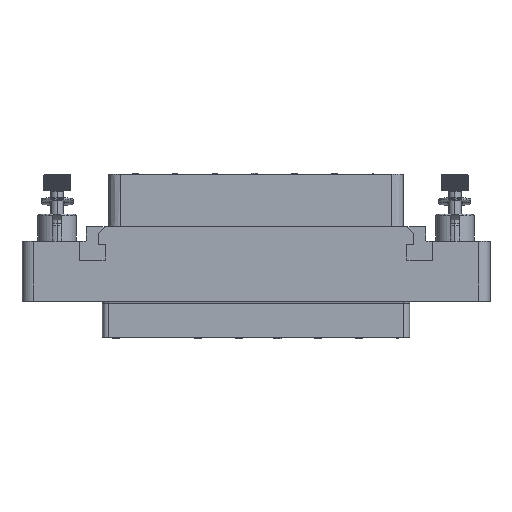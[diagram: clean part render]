
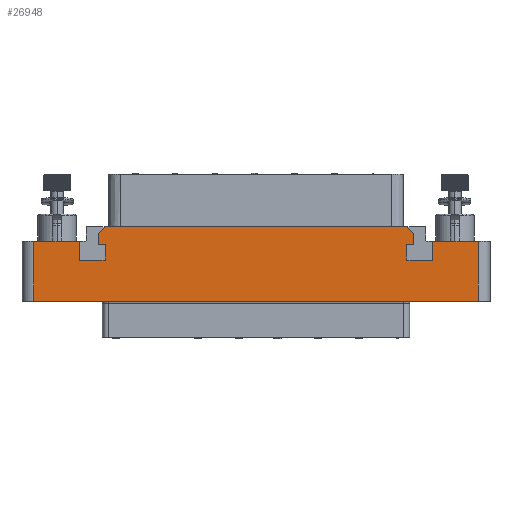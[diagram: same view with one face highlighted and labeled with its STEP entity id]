
A CAD part, top view. The second image highlights one B-rep face of the part: STEP entity #26948.
In plain terms, the highlighted planar face has unit normal (0, 0, 1).
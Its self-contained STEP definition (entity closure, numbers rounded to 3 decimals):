
#2327=DIRECTION('',(0.,-1.,0.));
#2328=VECTOR('',#2327,10.25);
#2329=CARTESIAN_POINT('',(-38.,10.25,7.));
#2330=LINE('',#2329,#2328);
#2345=DIRECTION('',(-1.,0.,0.));
#2346=VECTOR('',#2345,76.);
#2347=CARTESIAN_POINT('',(38.,0.,7.));
#2348=LINE('',#2347,#2346);
#2349=DIRECTION('',(1.,0.,0.));
#2350=VECTOR('',#2349,7.8);
#2351=CARTESIAN_POINT('',(-38.,10.25,7.));
#2352=LINE('',#2351,#2350);
#2353=DIRECTION('',(0.,-1.,0.));
#2354=VECTOR('',#2353,3.2);
#2355=CARTESIAN_POINT('',(-30.2,10.25,7.));
#2356=LINE('',#2355,#2354);
#2357=DIRECTION('',(1.,0.,0.));
#2358=VECTOR('',#2357,4.4);
#2359=CARTESIAN_POINT('',(-30.2,7.05,7.));
#2360=LINE('',#2359,#2358);
#2361=DIRECTION('',(0.,1.,0.));
#2362=VECTOR('',#2361,2.6);
#2363=CARTESIAN_POINT('',(-25.8,7.05,7.));
#2364=LINE('',#2363,#2362);
#2365=DIRECTION('',(-1.,0.,0.));
#2366=VECTOR('',#2365,1.2);
#2367=CARTESIAN_POINT('',(-25.8,9.65,7.));
#2368=LINE('',#2367,#2366);
#2369=DIRECTION('',(0.,-1.,0.));
#2370=VECTOR('',#2369,1.9);
#2371=CARTESIAN_POINT('',(-27.,11.55,7.));
#2372=LINE('',#2371,#2370);
#2373=DIRECTION('',(1.,0.,0.));
#2374=VECTOR('',#2373,51.6);
#2375=CARTESIAN_POINT('',(-25.8,12.75,7.));
#2376=LINE('',#2375,#2374);
#2377=DIRECTION('',(0.,-1.,0.));
#2378=VECTOR('',#2377,1.9);
#2379=CARTESIAN_POINT('',(27.,11.55,7.));
#2380=LINE('',#2379,#2378);
#2381=DIRECTION('',(-1.,0.,0.));
#2382=VECTOR('',#2381,1.2);
#2383=CARTESIAN_POINT('',(27.,9.65,7.));
#2384=LINE('',#2383,#2382);
#2385=DIRECTION('',(0.,-1.,0.));
#2386=VECTOR('',#2385,2.6);
#2387=CARTESIAN_POINT('',(25.8,9.65,7.));
#2388=LINE('',#2387,#2386);
#2389=DIRECTION('',(1.,0.,0.));
#2390=VECTOR('',#2389,4.4);
#2391=CARTESIAN_POINT('',(25.8,7.05,7.));
#2392=LINE('',#2391,#2390);
#2393=DIRECTION('',(0.,1.,0.));
#2394=VECTOR('',#2393,3.2);
#2395=CARTESIAN_POINT('',(30.2,7.05,7.));
#2396=LINE('',#2395,#2394);
#2397=DIRECTION('',(1.,0.,0.));
#2398=VECTOR('',#2397,7.8);
#2399=CARTESIAN_POINT('',(30.2,10.25,7.));
#2400=LINE('',#2399,#2398);
#2401=DIRECTION('',(0.,1.,0.));
#2402=VECTOR('',#2401,10.25);
#2403=CARTESIAN_POINT('',(38.,0.,7.));
#2404=LINE('',#2403,#2402);
#15729=DIRECTION('',(-0.707,-0.707,0.));
#15730=VECTOR('',#15729,1.697);
#15731=CARTESIAN_POINT('',(-25.8,12.75,7.));
#15732=LINE('',#15731,#15730);
#15753=DIRECTION('',(0.707,-0.707,0.));
#15754=VECTOR('',#15753,1.697);
#15755=CARTESIAN_POINT('',(25.8,12.75,7.));
#15756=LINE('',#15755,#15754);
#20099=CARTESIAN_POINT('',(-30.2,10.25,7.));
#20100=CARTESIAN_POINT('',(-30.2,7.05,7.));
#20101=VERTEX_POINT('',#20099);
#20102=VERTEX_POINT('',#20100);
#20103=CARTESIAN_POINT('',(-25.8,7.05,7.));
#20104=VERTEX_POINT('',#20103);
#20105=CARTESIAN_POINT('',(-25.8,9.65,7.));
#20106=VERTEX_POINT('',#20105);
#20107=CARTESIAN_POINT('',(-27.,9.65,7.));
#20108=VERTEX_POINT('',#20107);
#20109=CARTESIAN_POINT('',(27.,9.65,7.));
#20110=CARTESIAN_POINT('',(25.8,9.65,7.));
#20111=VERTEX_POINT('',#20109);
#20112=VERTEX_POINT('',#20110);
#20113=CARTESIAN_POINT('',(25.8,7.05,7.));
#20114=VERTEX_POINT('',#20113);
#20115=CARTESIAN_POINT('',(30.2,7.05,7.));
#20116=VERTEX_POINT('',#20115);
#20117=CARTESIAN_POINT('',(30.2,10.25,7.));
#20118=VERTEX_POINT('',#20117);
#20123=CARTESIAN_POINT('',(-25.8,12.75,7.));
#20125=VERTEX_POINT('',#20123);
#20127=CARTESIAN_POINT('',(-27.,11.55,7.));
#20129=VERTEX_POINT('',#20127);
#20131=CARTESIAN_POINT('',(25.8,12.75,7.));
#20133=VERTEX_POINT('',#20131);
#20135=CARTESIAN_POINT('',(27.,11.55,7.));
#20137=VERTEX_POINT('',#20135);
#20227=CARTESIAN_POINT('',(38.,0.,7.));
#20228=CARTESIAN_POINT('',(38.,10.25,7.));
#20229=VERTEX_POINT('',#20227);
#20230=VERTEX_POINT('',#20228);
#20235=CARTESIAN_POINT('',(-38.,10.25,7.));
#20236=CARTESIAN_POINT('',(-38.,0.,7.));
#20237=VERTEX_POINT('',#20235);
#20238=VERTEX_POINT('',#20236);
#26909=CARTESIAN_POINT('',(0.,0.,7.));
#26910=DIRECTION('',(0.,0.,-1.));
#26911=DIRECTION('',(-1.,0.,0.));
#26912=AXIS2_PLACEMENT_3D('',#26909,#26910,#26911);
#26913=PLANE('',#26912);
#26915=ORIENTED_EDGE('',*,*,#26914,.F.);
#26917=ORIENTED_EDGE('',*,*,#26916,.T.);
#26918=ORIENTED_EDGE('',*,*,#26899,.F.);
#26919=ORIENTED_EDGE('',*,*,#26609,.T.);
#26921=ORIENTED_EDGE('',*,*,#26920,.T.);
#26923=ORIENTED_EDGE('',*,*,#26922,.T.);
#26925=ORIENTED_EDGE('',*,*,#26924,.T.);
#26927=ORIENTED_EDGE('',*,*,#26926,.T.);
#26929=ORIENTED_EDGE('',*,*,#26928,.F.);
#26931=ORIENTED_EDGE('',*,*,#26930,.F.);
#26932=ORIENTED_EDGE('',*,*,#26026,.T.);
#26934=ORIENTED_EDGE('',*,*,#26933,.T.);
#26936=ORIENTED_EDGE('',*,*,#26935,.T.);
#26938=ORIENTED_EDGE('',*,*,#26937,.T.);
#26940=ORIENTED_EDGE('',*,*,#26939,.T.);
#26942=ORIENTED_EDGE('',*,*,#26941,.T.);
#26944=ORIENTED_EDGE('',*,*,#26943,.T.);
#26945=ORIENTED_EDGE('',*,*,#26100,.T.);
#26946=EDGE_LOOP('',(#26915,#26917,#26918,#26919,#26921,#26923,#26925,#26927,
#26929,#26931,#26932,#26934,#26936,#26938,#26940,#26942,#26944,#26945));
#26947=FACE_OUTER_BOUND('',#26946,.F.);
#26948=ADVANCED_FACE('',(#26947),#26913,.F.);
#26026=EDGE_CURVE('',#20125,#20133,#2376,.T.);
#26100=EDGE_CURVE('',#20118,#20230,#2400,.T.);
#26609=EDGE_CURVE('',#20237,#20101,#2352,.T.);
#26899=EDGE_CURVE('',#20237,#20238,#2330,.T.);
#26914=EDGE_CURVE('',#20229,#20230,#2404,.T.);
#26916=EDGE_CURVE('',#20229,#20238,#2348,.T.);
#26920=EDGE_CURVE('',#20101,#20102,#2356,.T.);
#26922=EDGE_CURVE('',#20102,#20104,#2360,.T.);
#26924=EDGE_CURVE('',#20104,#20106,#2364,.T.);
#26926=EDGE_CURVE('',#20106,#20108,#2368,.T.);
#26928=EDGE_CURVE('',#20129,#20108,#2372,.T.);
#26930=EDGE_CURVE('',#20125,#20129,#15732,.T.);
#26933=EDGE_CURVE('',#20133,#20137,#15756,.T.);
#26935=EDGE_CURVE('',#20137,#20111,#2380,.T.);
#26937=EDGE_CURVE('',#20111,#20112,#2384,.T.);
#26939=EDGE_CURVE('',#20112,#20114,#2388,.T.);
#26941=EDGE_CURVE('',#20114,#20116,#2392,.T.);
#26943=EDGE_CURVE('',#20116,#20118,#2396,.T.);
